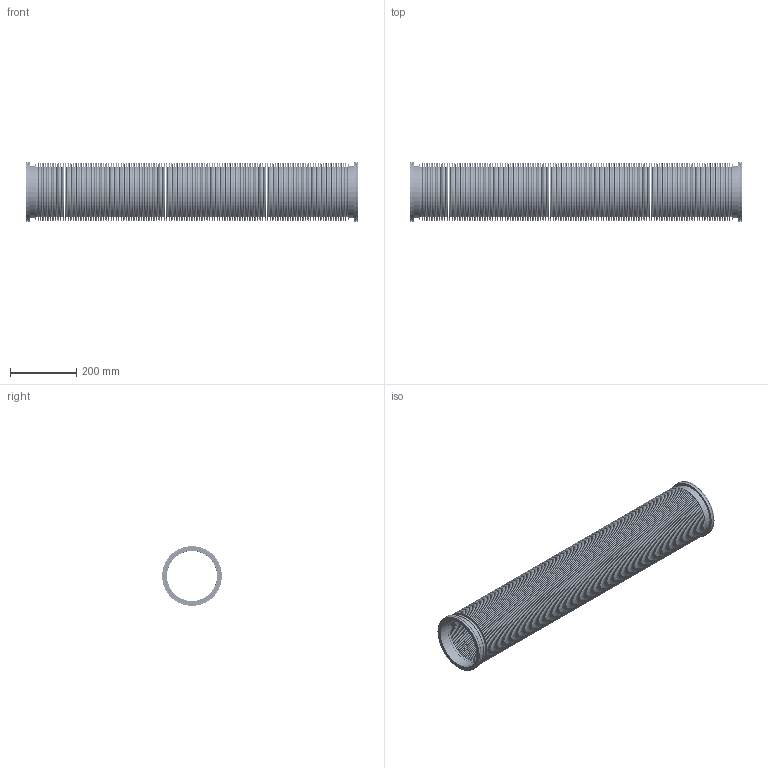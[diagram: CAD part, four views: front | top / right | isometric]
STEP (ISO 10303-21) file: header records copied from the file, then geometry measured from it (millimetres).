
FILE_DESCRIPTION (( 'STEP AP214' ), '1' );
FILE_NAME ('320SWG160-1000.stp', '2017-05-05T05:17:25', ( '' ), ( '' ), 'SwSTEP 2.0', 'SolidWorks 2015', '' );
FILE_SCHEMA (( 'AUTOMOTIVE_DESIGN' ));
Length unit declared in the file: millimetre
Products named in the file (1): 320SWG160-1000
Bounding box: 1000 x 180 x 180 mm (x, y, z)
Volume: 692831.6 mm3; surface area: 4922076.3 mm2
Topology: 190 solids, 190 shells, 6406 faces, 12812 edges, 7540 vertices
Faces by surface type: torus 3000, cylinder 2272, plane 1134
Entity records: 241785 total; most frequent: DIRECTION 36166, CARTESIAN_POINT 26759, ORIENTED_EDGE 25624, AXIS2_PLACEMENT_3D 16947, EDGE_CURVE 12812, CIRCLE 10540, EDGE_LOOP 7540, VERTEX_POINT 7540
